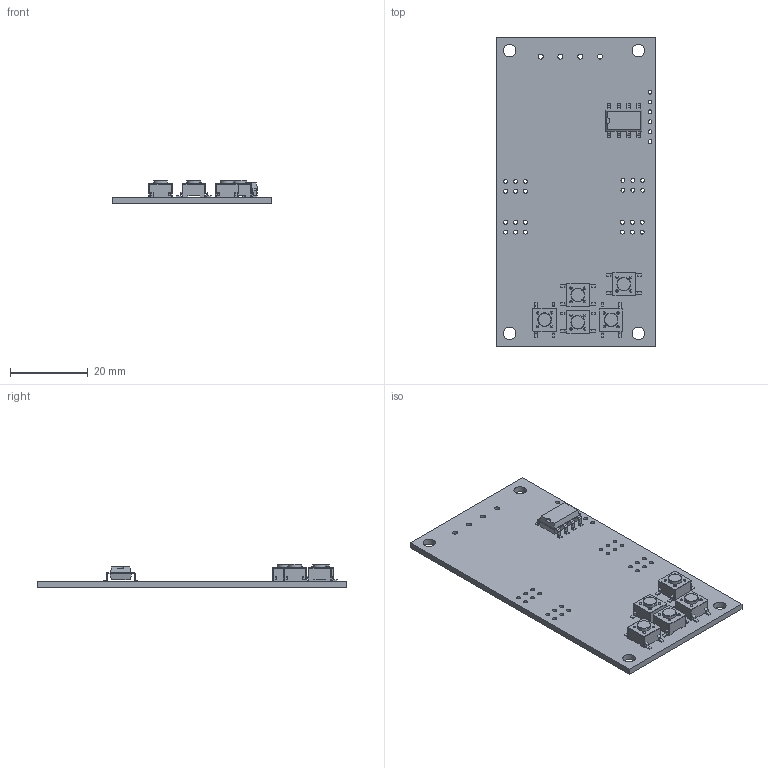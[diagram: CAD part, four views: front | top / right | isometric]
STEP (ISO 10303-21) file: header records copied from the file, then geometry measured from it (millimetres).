
FILE_DESCRIPTION(('KiCad electronic assembly'),'2;1');
FILE_NAME('OS-servoDriver.step','2024-01-31T09:33:31',('Pcbnew'),( 'Kicad'),'Open CASCADE STEP processor 7.7','KiCad to STEP converter' ,'Unknown');
FILE_SCHEMA(('AUTOMOTIVE_DESIGN { 1 0 10303 214 1 1 1 1 }'));
Length unit declared in the file: millimetre
Products named in the file (6): OS-servoDriver 1; SW_SPST_PTS645; SMDIP-8_W7.62mm; SMDIP_8_W762mm; OS-servoDriver PCB
Assembly tree (9 placements, depth 3):
  OS-servoDriver 1
    SW_SPST_PTS645  x5
      SW_SPST_PTS645
    SMDIP-8_W7.62mm
      SMDIP_8_W762mm
    OS-servoDriver PCB
Bounding box: 41 x 79.5 x 5.95 mm (x, y, z)
Volume: 5919.2 mm3; surface area: 8183.7 mm2
Topology: 7 solids, 7 shells, 677 faces, 1731 edges, 1113 vertices
Faces by surface type: plane 408, cylinder 216, bspline 28, revolution 20, cone 5
Full cylindrical faces by diameter (mm): 0.6 x20, 1 x30, 1.3 x4, 3.2 x4, 3.5 x5
Entity records: 21528 total; most frequent: CARTESIAN_POINT 4703, DIRECTION 2763, LINE 1757, VECTOR 1757, ORIENTED_EDGE 1502, PCURVE 1502, DEFINITIONAL_REPRESENTATION 1502, EDGE_CURVE 751
